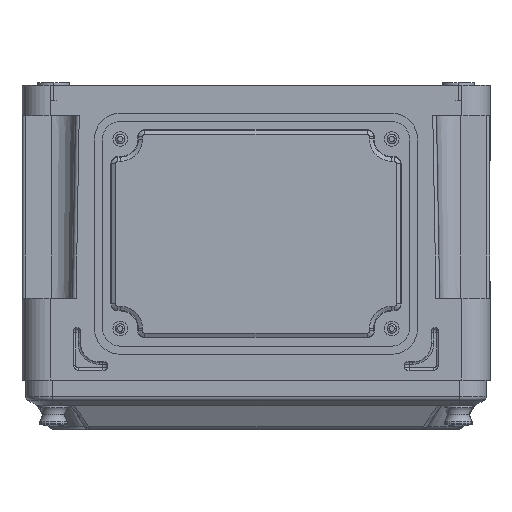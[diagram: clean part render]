
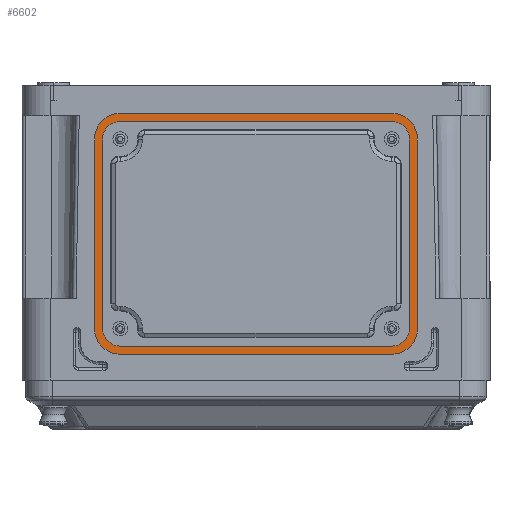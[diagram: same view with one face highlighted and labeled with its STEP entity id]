
A CAD part, left-side view. The second image highlights one B-rep face of the part: STEP entity #6602.
In plain terms, the highlighted planar face has unit normal (-1, 0, 0).
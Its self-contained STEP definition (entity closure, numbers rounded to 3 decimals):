
#434 = LINE ( 'NONE', #26568, #47345 ) ;
#907 = ORIENTED_EDGE ( 'NONE', *, *, #27728, .T. ) ;
#953 = AXIS2_PLACEMENT_3D ( 'NONE', #1249, #43448, #15350 ) ;
#988 = ORIENTED_EDGE ( 'NONE', *, *, #60720, .T. ) ;
#1095 = ORIENTED_EDGE ( 'NONE', *, *, #45025, .F. ) ;
#1249 = CARTESIAN_POINT ( 'NONE',  ( -195., -58., 103. ) ) ;
#1471 = DIRECTION ( 'NONE',  ( 0., 1., 0. ) ) ;
#2456 = CARTESIAN_POINT ( 'NONE',  ( -195., -65.5, 103. ) ) ;
#2957 = DIRECTION ( 'NONE',  ( 0., -1., 0. ) ) ;
#2975 = VECTOR ( 'NONE', #11024, 1000. ) ;
#3255 = LINE ( 'NONE', #20448, #37711 ) ;
#3324 = EDGE_CURVE ( 'NONE', #12555, #19673, #32500, .T. ) ;
#3503 = EDGE_CURVE ( 'NONE', #19787, #40324, #25067, .T. ) ;
#3903 = ORIENTED_EDGE ( 'NONE', *, *, #12643, .F. ) ;
#4533 = CIRCLE ( 'NONE', #13511, 11. ) ;
#4812 = VERTEX_POINT ( 'NONE', #32092 ) ;
#5363 = ORIENTED_EDGE ( 'NONE', *, *, #46477, .F. ) ;
#5818 = CARTESIAN_POINT ( 'NONE',  ( -195., -58., 22. ) ) ;
#5971 = CARTESIAN_POINT ( 'NONE',  ( -195., 58., 114. ) ) ;
#6602 = ADVANCED_FACE ( 'NONE', ( #53525, #16050 ), #38751, .F. ) ;
#7262 = CARTESIAN_POINT ( 'NONE',  ( -195., -58., 114. ) ) ;
#7451 = EDGE_CURVE ( 'NONE', #57878, #53903, #52672, .T. ) ;
#7521 = VECTOR ( 'NONE', #20389, 1000. ) ;
#7671 = ORIENTED_EDGE ( 'NONE', *, *, #21720, .F. ) ;
#7760 = DIRECTION ( 'NONE',  ( 0., 0., -1. ) ) ;
#9032 = LINE ( 'NONE', #15629, #7521 ) ;
#9527 = CARTESIAN_POINT ( 'NONE',  ( -195., 58., 103. ) ) ;
#10550 = DIRECTION ( 'NONE',  ( 0., -1., 0. ) ) ;
#11024 = DIRECTION ( 'NONE',  ( 0., -1., 0. ) ) ;
#11124 = DIRECTION ( 'NONE',  ( -1., 0., 0. ) ) ;
#12540 = DIRECTION ( 'NONE',  ( -1., 0., 0. ) ) ;
#12555 = VERTEX_POINT ( 'NONE', #44106 ) ;
#12643 = EDGE_CURVE ( 'NONE', #4812, #12555, #12956, .T. ) ;
#12679 = VECTOR ( 'NONE', #1471, 1000. ) ;
#12701 = CARTESIAN_POINT ( 'NONE',  ( -195., 58., 103. ) ) ;
#12956 = LINE ( 'NONE', #49265, #36404 ) ;
#13158 = VERTEX_POINT ( 'NONE', #58482 ) ;
#13447 = ORIENTED_EDGE ( 'NONE', *, *, #50020, .T. ) ;
#13511 = AXIS2_PLACEMENT_3D ( 'NONE', #5818, #38622, #10550 ) ;
#14018 = CARTESIAN_POINT ( 'NONE',  ( -195., -69., 22. ) ) ;
#14210 = DIRECTION ( 'NONE',  ( 0., -1., 0. ) ) ;
#14443 = ORIENTED_EDGE ( 'NONE', *, *, #45142, .T. ) ;
#14492 = VERTEX_POINT ( 'NONE', #60045 ) ;
#15350 = DIRECTION ( 'NONE',  ( 0., 1., 0. ) ) ;
#15434 = VERTEX_POINT ( 'NONE', #2456 ) ;
#15629 = CARTESIAN_POINT ( 'NONE',  ( -195., 69., 22. ) ) ;
#16050 = FACE_BOUND ( 'NONE', #25525, .T. ) ;
#16438 = DIRECTION ( 'NONE',  ( 0., 1., 0. ) ) ;
#17376 = DIRECTION ( 'NONE',  ( 0., 1., 0. ) ) ;
#17489 = EDGE_CURVE ( 'NONE', #53903, #19787, #44357, .T. ) ;
#17869 = CARTESIAN_POINT ( 'NONE',  ( -195., -65.5, 22. ) ) ;
#19512 = VERTEX_POINT ( 'NONE', #25027 ) ;
#19673 = VERTEX_POINT ( 'NONE', #39231 ) ;
#19719 = VERTEX_POINT ( 'NONE', #43919 ) ;
#19787 = VERTEX_POINT ( 'NONE', #7262 ) ;
#20389 = DIRECTION ( 'NONE',  ( 0., 0., -1. ) ) ;
#20448 = CARTESIAN_POINT ( 'NONE',  ( -195., 58., 14.5 ) ) ;
#21343 = CARTESIAN_POINT ( 'NONE',  ( -195., 58., 22. ) ) ;
#21720 = EDGE_CURVE ( 'NONE', #15434, #4812, #58777, .T. ) ;
#21839 = CARTESIAN_POINT ( 'NONE',  ( -195., -58., 103. ) ) ;
#23240 = EDGE_LOOP ( 'NONE', ( #59260, #24833, #988, #28263, #14443, #13447, #907, #30120 ) ) ;
#24731 = CARTESIAN_POINT ( 'NONE',  ( -195., 58., 114. ) ) ;
#24833 = ORIENTED_EDGE ( 'NONE', *, *, #3503, .T. ) ;
#25027 = CARTESIAN_POINT ( 'NONE',  ( -195., 69., 103. ) ) ;
#25067 = LINE ( 'NONE', #5971, #12679 ) ;
#25191 = VECTOR ( 'NONE', #58098, 1000. ) ;
#25525 = EDGE_LOOP ( 'NONE', ( #7671, #45824, #38811, #5363, #1095, #51829, #29196, #3903 ) ) ;
#25577 = AXIS2_PLACEMENT_3D ( 'NONE', #40604, #12540, #45287 ) ;
#25639 = VERTEX_POINT ( 'NONE', #32001 ) ;
#26031 = DIRECTION ( 'NONE',  ( 0., 1., 0. ) ) ;
#26039 = AXIS2_PLACEMENT_3D ( 'NONE', #21343, #54190, #26031 ) ;
#26513 = DIRECTION ( 'NONE',  ( 0., 1., 0. ) ) ;
#26568 = CARTESIAN_POINT ( 'NONE',  ( -195., 65.5, 103. ) ) ;
#27728 = EDGE_CURVE ( 'NONE', #31772, #57878, #4533, .T. ) ;
#27850 = CIRCLE ( 'NONE', #26039, 11. ) ;
#27983 = CARTESIAN_POINT ( 'NONE',  ( -195., -69., 22. ) ) ;
#28263 = ORIENTED_EDGE ( 'NONE', *, *, #43434, .T. ) ;
#28675 = AXIS2_PLACEMENT_3D ( 'NONE', #9527, #42276, #14210 ) ;
#29196 = ORIENTED_EDGE ( 'NONE', *, *, #3324, .F. ) ;
#30120 = ORIENTED_EDGE ( 'NONE', *, *, #7451, .T. ) ;
#31012 = DIRECTION ( 'NONE',  ( -1., 0., 0. ) ) ;
#31772 = VERTEX_POINT ( 'NONE', #34460 ) ;
#32001 = CARTESIAN_POINT ( 'NONE',  ( -195., 58., 14.5 ) ) ;
#32092 = CARTESIAN_POINT ( 'NONE',  ( -195., -58., 110.5 ) ) ;
#32304 = CIRCLE ( 'NONE', #52376, 7.5 ) ;
#32500 = CIRCLE ( 'NONE', #28675, 7.5 ) ;
#32873 = EDGE_CURVE ( 'NONE', #37338, #15434, #50198, .T. ) ;
#34460 = CARTESIAN_POINT ( 'NONE',  ( -195., -58., 11. ) ) ;
#35399 = EDGE_CURVE ( 'NONE', #19719, #37338, #44491, .T. ) ;
#36404 = VECTOR ( 'NONE', #16438, 1000. ) ;
#37338 = VERTEX_POINT ( 'NONE', #17869 ) ;
#37711 = VECTOR ( 'NONE', #53272, 1000. ) ;
#38622 = DIRECTION ( 'NONE',  ( -1., 0., 0. ) ) ;
#38751 = PLANE ( 'NONE',  #953 ) ;
#38811 = ORIENTED_EDGE ( 'NONE', *, *, #35399, .F. ) ;
#39182 = CARTESIAN_POINT ( 'NONE',  ( -195., 58., 22. ) ) ;
#39231 = CARTESIAN_POINT ( 'NONE',  ( -195., 65.5, 103. ) ) ;
#40213 = VECTOR ( 'NONE', #42111, 1000. ) ;
#40324 = VERTEX_POINT ( 'NONE', #24731 ) ;
#40604 = CARTESIAN_POINT ( 'NONE',  ( -195., -58., 22. ) ) ;
#42111 = DIRECTION ( 'NONE',  ( 0., 0., 1. ) ) ;
#42276 = DIRECTION ( 'NONE',  ( -1., 0., 0. ) ) ;
#43434 = EDGE_CURVE ( 'NONE', #19512, #14492, #9032, .T. ) ;
#43448 = DIRECTION ( 'NONE',  ( 1., 0., 0. ) ) ;
#43781 = CARTESIAN_POINT ( 'NONE',  ( -195., 58., 11. ) ) ;
#43849 = CARTESIAN_POINT ( 'NONE',  ( -195., -65.5, 22. ) ) ;
#43866 = DIRECTION ( 'NONE',  ( 0., -1., 0. ) ) ;
#43919 = CARTESIAN_POINT ( 'NONE',  ( -195., -58., 14.5 ) ) ;
#44106 = CARTESIAN_POINT ( 'NONE',  ( -195., 58., 110.5 ) ) ;
#44357 = CIRCLE ( 'NONE', #49361, 11. ) ;
#44491 = CIRCLE ( 'NONE', #25577, 7.5 ) ;
#45025 = EDGE_CURVE ( 'NONE', #13158, #25639, #32304, .T. ) ;
#45142 = EDGE_CURVE ( 'NONE', #14492, #48412, #27850, .T. ) ;
#45287 = DIRECTION ( 'NONE',  ( 0., -1., 0. ) ) ;
#45451 = DIRECTION ( 'NONE',  ( -1., 0., 0. ) ) ;
#45824 = ORIENTED_EDGE ( 'NONE', *, *, #32873, .F. ) ;
#46477 = EDGE_CURVE ( 'NONE', #25639, #19719, #3255, .T. ) ;
#47183 = CIRCLE ( 'NONE', #48698, 11. ) ;
#47345 = VECTOR ( 'NONE', #7760, 1000. ) ;
#48412 = VERTEX_POINT ( 'NONE', #48929 ) ;
#48698 = AXIS2_PLACEMENT_3D ( 'NONE', #12701, #45451, #17376 ) ;
#48929 = CARTESIAN_POINT ( 'NONE',  ( -195., 58., 11. ) ) ;
#49265 = CARTESIAN_POINT ( 'NONE',  ( -195., -58., 110.5 ) ) ;
#49361 = AXIS2_PLACEMENT_3D ( 'NONE', #21839, #54685, #26513 ) ;
#50020 = EDGE_CURVE ( 'NONE', #48412, #31772, #51358, .T. ) ;
#50198 = LINE ( 'NONE', #43849, #25191 ) ;
#51358 = LINE ( 'NONE', #43781, #2975 ) ;
#51829 = ORIENTED_EDGE ( 'NONE', *, *, #53072, .F. ) ;
#52376 = AXIS2_PLACEMENT_3D ( 'NONE', #39182, #11124, #43866 ) ;
#52672 = LINE ( 'NONE', #27983, #40213 ) ;
#53072 = EDGE_CURVE ( 'NONE', #19673, #13158, #434, .T. ) ;
#53272 = DIRECTION ( 'NONE',  ( 0., -1., 0. ) ) ;
#53504 = CARTESIAN_POINT ( 'NONE',  ( -195., -69., 103. ) ) ;
#53525 = FACE_OUTER_BOUND ( 'NONE', #23240, .T. ) ;
#53903 = VERTEX_POINT ( 'NONE', #53504 ) ;
#54190 = DIRECTION ( 'NONE',  ( -1., 0., 0. ) ) ;
#54485 = AXIS2_PLACEMENT_3D ( 'NONE', #59182, #31012, #2957 ) ;
#54685 = DIRECTION ( 'NONE',  ( -1., 0., 0. ) ) ;
#57878 = VERTEX_POINT ( 'NONE', #14018 ) ;
#58098 = DIRECTION ( 'NONE',  ( 0., 0., 1. ) ) ;
#58482 = CARTESIAN_POINT ( 'NONE',  ( -195., 65.5, 22. ) ) ;
#58777 = CIRCLE ( 'NONE', #54485, 7.5 ) ;
#59182 = CARTESIAN_POINT ( 'NONE',  ( -195., -58., 103. ) ) ;
#59260 = ORIENTED_EDGE ( 'NONE', *, *, #17489, .T. ) ;
#60045 = CARTESIAN_POINT ( 'NONE',  ( -195., 69., 22. ) ) ;
#60720 = EDGE_CURVE ( 'NONE', #40324, #19512, #47183, .T. ) ;
